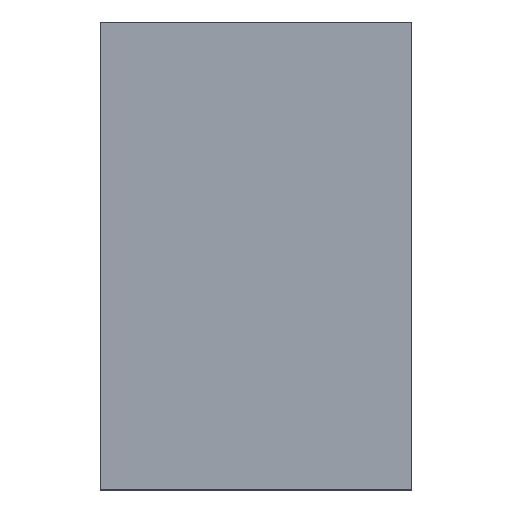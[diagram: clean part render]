
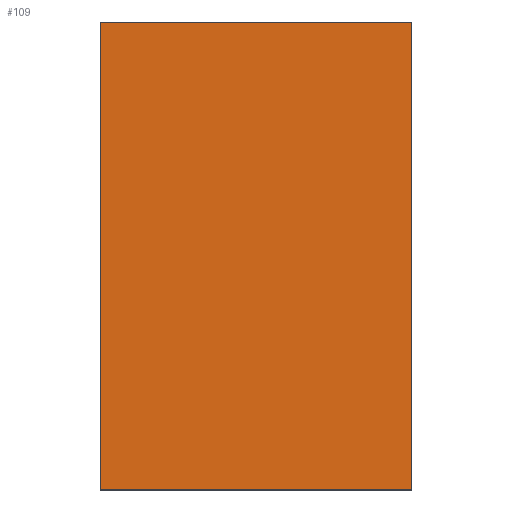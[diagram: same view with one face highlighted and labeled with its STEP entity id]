
A CAD part, top view. The second image highlights one B-rep face of the part: STEP entity #109.
In plain terms, the highlighted planar face has unit normal (0, 0, 1).
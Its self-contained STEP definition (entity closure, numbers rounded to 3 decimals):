
#23=FACE_OUTER_BOUND('',#29,.T.);
#29=EDGE_LOOP('',(#91,#92,#93,#94));
#33=LINE('',#172,#45);
#36=LINE('',#178,#48);
#39=LINE('',#184,#51);
#42=LINE('',#188,#54);
#45=VECTOR('',#141,10.);
#48=VECTOR('',#146,10.);
#51=VECTOR('',#151,10.);
#54=VECTOR('',#156,10.);
#57=VERTEX_POINT('',#169);
#58=VERTEX_POINT('',#171);
#60=VERTEX_POINT('',#177);
#62=VERTEX_POINT('',#183);
#65=EDGE_CURVE('',#58,#57,#33,.T.);
#68=EDGE_CURVE('',#60,#58,#36,.T.);
#71=EDGE_CURVE('',#62,#60,#39,.T.);
#74=EDGE_CURVE('',#57,#62,#42,.T.);
#91=ORIENTED_EDGE('',*,*,#74,.T.);
#92=ORIENTED_EDGE('',*,*,#71,.T.);
#93=ORIENTED_EDGE('',*,*,#68,.T.);
#94=ORIENTED_EDGE('',*,*,#65,.T.);
#103=PLANE('',#130);
#109=ADVANCED_FACE('',(#23),#103,.T.);
#130=AXIS2_PLACEMENT_3D('',#189,#157,#158);
#141=DIRECTION('',(1.,0.,0.));
#146=DIRECTION('',(0.,-1.,0.));
#151=DIRECTION('',(-1.,0.,0.));
#156=DIRECTION('',(0.,1.,0.));
#157=DIRECTION('center_axis',(0.,0.,1.));
#158=DIRECTION('ref_axis',(1.,0.,0.));
#169=CARTESIAN_POINT('',(25.4,-38.1,25.4));
#171=CARTESIAN_POINT('',(-25.4,-38.1,25.4));
#172=CARTESIAN_POINT('',(-25.4,-38.1,25.4));
#177=CARTESIAN_POINT('',(-25.4,38.1,25.4));
#178=CARTESIAN_POINT('',(-25.4,38.1,25.4));
#183=CARTESIAN_POINT('',(25.4,38.1,25.4));
#184=CARTESIAN_POINT('',(25.4,38.1,25.4));
#188=CARTESIAN_POINT('',(25.4,-38.1,25.4));
#189=CARTESIAN_POINT('Origin',(0.,0.,25.4));
